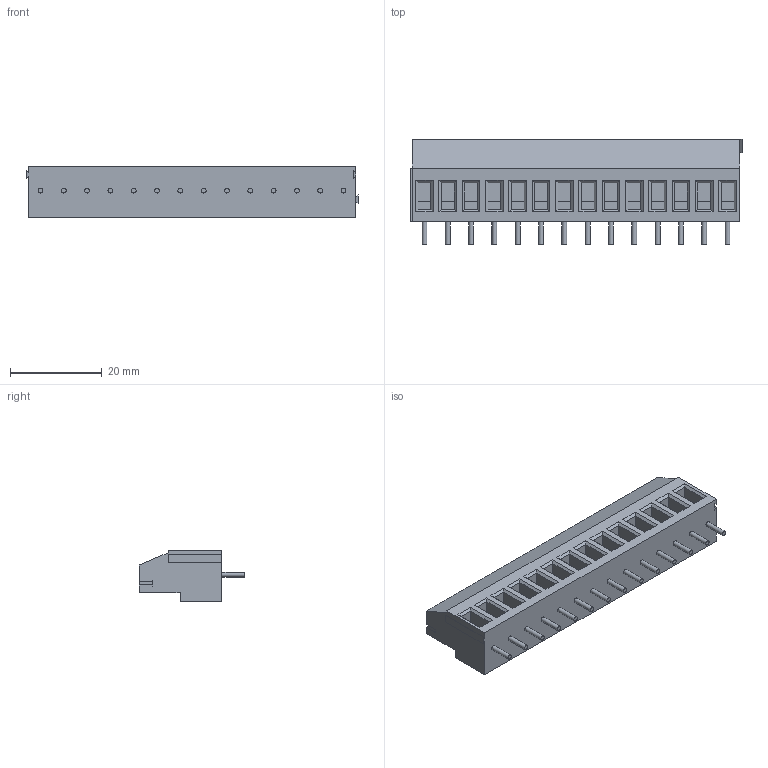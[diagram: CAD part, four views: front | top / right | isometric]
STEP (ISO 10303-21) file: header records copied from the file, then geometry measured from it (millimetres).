
FILE_DESCRIPTION(/* description */ (''),/* implementation_level */ '2;1');
FILE_NAME(/* name */ 'TerminalBlock_Phoenix_MKDS-3-14-5.08_1x14_P5.08mm_Horizontal.stp',/* time_stamp */ '2019-08-31T17:02:32+02:00',/* author */ ('Sébastien'),/* organization */ (''),/* preprocessor_version */ 'ST-DEVELOPER v16.13',/* originating_system */ 'Autodesk Inventor 2018',/* authorisation */ '');
FILE_SCHEMA (('AUTOMOTIVE_DESIGN { 1 0 10303 214 3 1 1 }'));
Length unit declared in the file: millimetre
Products named in the file (1): bornier_vert_5.08_variable
Bounding box: 72.34 x 23 x 11.2 mm (x, y, z)
Volume: 10731.6 mm3; surface area: 6256 mm2
Topology: 1 solids, 1 shells, 348 faces, 856 edges, 552 vertices
Faces by surface type: plane 320, cylinder 28
Full cylindrical faces by diameter (mm): 1.05 x14, 3.9 x14
Entity records: 10116 total; most frequent: CARTESIAN_POINT 1701, ORIENTED_EDGE 1628, DIRECTION 1610, EDGE_CURVE 814, LINE 716, VECTOR 716, VERTEX_POINT 538, AXIS2_PLACEMENT_3D 447
